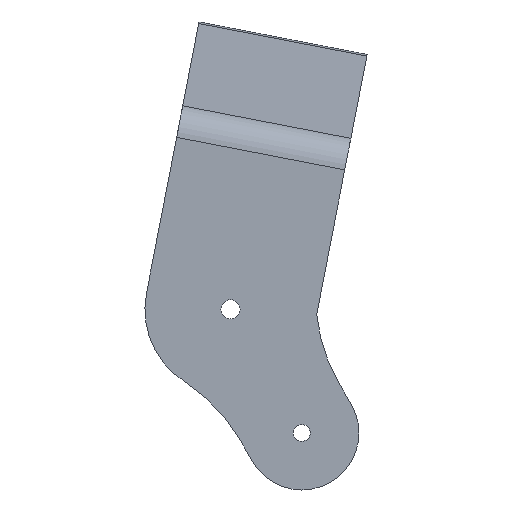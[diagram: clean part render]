
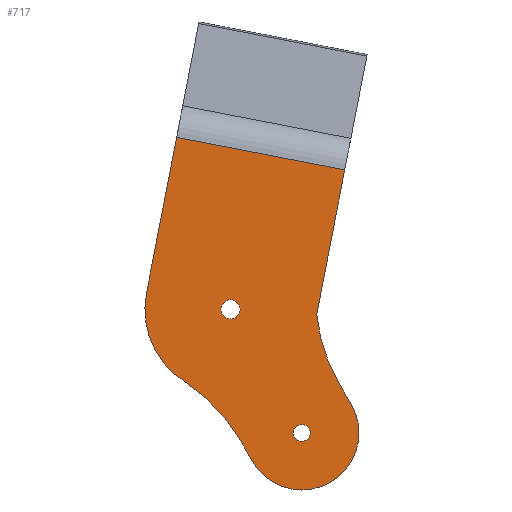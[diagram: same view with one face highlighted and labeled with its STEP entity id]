
A CAD part, left-side view. The second image highlights one B-rep face of the part: STEP entity #717.
In plain terms, the highlighted planar face has unit normal (-1, 0, 0).
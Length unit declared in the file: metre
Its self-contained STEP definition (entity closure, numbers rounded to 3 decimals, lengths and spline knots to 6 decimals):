
#32=PLANE('',#809);
#67=CIRCLE('',#791,0.012123);
#68=CIRCLE('',#793,0.024245);
#71=CIRCLE('',#798,0.008082);
#73=CIRCLE('',#802,0.024245);
#74=CIRCLE('',#804,0.001191);
#76=CIRCLE('',#807,0.001353);
#230=ORIENTED_EDGE('',*,*,#370,.T.);
#231=ORIENTED_EDGE('',*,*,#368,.T.);
#232=ORIENTED_EDGE('',*,*,#358,.T.);
#233=ORIENTED_EDGE('',*,*,#354,.F.);
#234=ORIENTED_EDGE('',*,*,#314,.F.);
#235=ORIENTED_EDGE('',*,*,#372,.T.);
#236=ORIENTED_EDGE('',*,*,#333,.T.);
#237=ORIENTED_EDGE('',*,*,#353,.F.);
#238=ORIENTED_EDGE('',*,*,#367,.F.);
#239=ORIENTED_EDGE('',*,*,#364,.F.);
#240=ORIENTED_EDGE('',*,*,#361,.F.);
#314=EDGE_CURVE('',#406,#407,#468,.T.);
#333=EDGE_CURVE('',#425,#424,#479,.T.);
#353=EDGE_CURVE('',#435,#424,#67,.T.);
#354=EDGE_CURVE('',#407,#436,#68,.F.);
#358=EDGE_CURVE('',#439,#436,#494,.T.);
#361=EDGE_CURVE('',#439,#441,#71,.T.);
#364=EDGE_CURVE('',#441,#443,#498,.T.);
#367=EDGE_CURVE('',#443,#435,#73,.F.);
#368=EDGE_CURVE('',#444,#444,#74,.T.);
#370=EDGE_CURVE('',#446,#446,#76,.T.);
#372=EDGE_CURVE('',#406,#425,#500,.F.);
#406=VERTEX_POINT('',#1112);
#407=VERTEX_POINT('',#1114);
#424=VERTEX_POINT('',#1150);
#425=VERTEX_POINT('',#1152);
#435=VERTEX_POINT('',#1190);
#436=VERTEX_POINT('',#1194);
#439=VERTEX_POINT('',#1202);
#441=VERTEX_POINT('',#1208);
#443=VERTEX_POINT('',#1214);
#444=VERTEX_POINT('',#1221);
#446=VERTEX_POINT('',#1226);
#468=LINE('',#1113,#526);
#479=LINE('',#1151,#537);
#494=LINE('',#1201,#552);
#498=LINE('',#1213,#556);
#500=LINE('',#1230,#558);
#526=VECTOR('',#894,1.);
#537=VECTOR('',#923,1.);
#552=VECTOR('',#980,1.);
#556=VECTOR('',#992,1.);
#558=VECTOR('',#1014,1.);
#602=EDGE_LOOP('',(#230));
#603=EDGE_LOOP('',(#231));
#604=EDGE_LOOP('',(#232,#233,#234,#235,#236,#237,#238,#239,#240));
#654=FACE_BOUND('',#602,.T.);
#655=FACE_BOUND('',#603,.T.);
#656=FACE_BOUND('',#604,.T.);
#717=ADVANCED_FACE('',(#654,#655,#656),#32,.T.);
#791=AXIS2_PLACEMENT_3D('',#1191,#968,#969);
#793=AXIS2_PLACEMENT_3D('',#1193,#972,#973);
#798=AXIS2_PLACEMENT_3D('',#1207,#986,#987);
#802=AXIS2_PLACEMENT_3D('',#1218,#998,#999);
#804=AXIS2_PLACEMENT_3D('',#1220,#1002,#1003);
#807=AXIS2_PLACEMENT_3D('',#1225,#1008,#1009);
#809=AXIS2_PLACEMENT_3D('',#1229,#1012,#1013);
#894=DIRECTION('',(0.,0.19,-0.982));
#923=DIRECTION('',(0.,0.19,-0.982));
#968=DIRECTION('',(1.,0.,0.));
#969=DIRECTION('',(0.,0.,-1.));
#972=DIRECTION('',(1.,0.,0.));
#973=DIRECTION('',(0.,0.,-1.));
#980=DIRECTION('',(0.,0.5,0.866));
#986=DIRECTION('',(1.,0.,0.));
#987=DIRECTION('',(0.,0.,-1.));
#992=DIRECTION('',(0.,0.5,0.866));
#998=DIRECTION('',(1.,0.,0.));
#999=DIRECTION('',(0.,0.,-1.));
#1002=DIRECTION('',(1.,0.,0.));
#1003=DIRECTION('',(0.,0.,-1.));
#1008=DIRECTION('',(1.,0.,0.));
#1009=DIRECTION('',(0.,0.,-1.));
#1012=DIRECTION('',(-1.,0.,0.));
#1013=DIRECTION('',(0.,1.,0.));
#1014=DIRECTION('',(0.,-0.982,-0.19));
#1112=CARTESIAN_POINT('',(-0.04878,-0.362321,0.144177));
#1113=CARTESIAN_POINT('',(-0.04878,-0.359839,0.131365));
#1114=CARTESIAN_POINT('',(-0.04878,-0.358351,0.123686));
#1150=CARTESIAN_POINT('',(-0.04878,-0.334243,0.126721));
#1151=CARTESIAN_POINT('',(-0.04878,-0.336036,0.135976));
#1152=CARTESIAN_POINT('',(-0.04878,-0.338518,0.148788));
#1190=CARTESIAN_POINT('',(-0.04878,-0.339589,0.114218));
#1191=CARTESIAN_POINT('',(-0.04878,-0.346144,0.124415));
#1193=CARTESIAN_POINT('',(-0.04878,-0.382471,0.12615));
#1194=CARTESIAN_POINT('',(-0.04878,-0.361474,0.114027));
#1201=CARTESIAN_POINT('',(-0.04878,-0.375368,0.089961));
#1202=CARTESIAN_POINT('',(-0.04878,-0.363246,0.110959));
#1207=CARTESIAN_POINT('',(-0.04878,-0.356247,0.106918));
#1208=CARTESIAN_POINT('',(-0.04878,-0.349248,0.102877));
#1213=CARTESIAN_POINT('',(-0.04878,-0.36137,0.08188));
#1214=CARTESIAN_POINT('',(-0.04878,-0.347476,0.105946));
#1218=CARTESIAN_POINT('',(-0.04878,-0.326479,0.093823));
#1220=CARTESIAN_POINT('',(-0.04878,-0.356247,0.106918));
#1221=CARTESIAN_POINT('',(-0.04878,-0.356247,0.105727));
#1225=CARTESIAN_POINT('',(-0.04878,-0.346144,0.124415));
#1226=CARTESIAN_POINT('',(-0.04878,-0.346144,0.123063));
#1229=CARTESIAN_POINT('',(-0.04878,-0.368369,0.08697));
#1230=CARTESIAN_POINT('',(-0.04878,-0.35042,0.146483));
